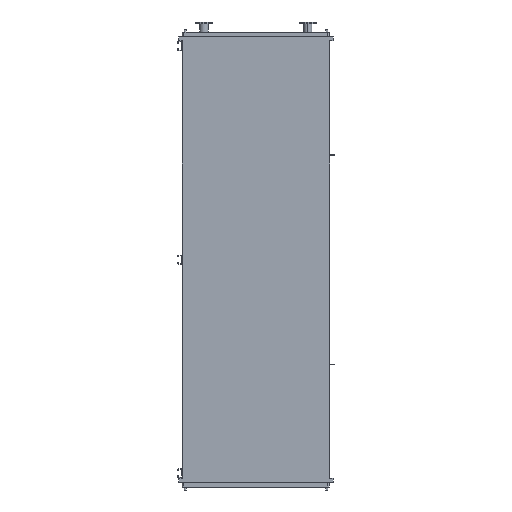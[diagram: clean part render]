
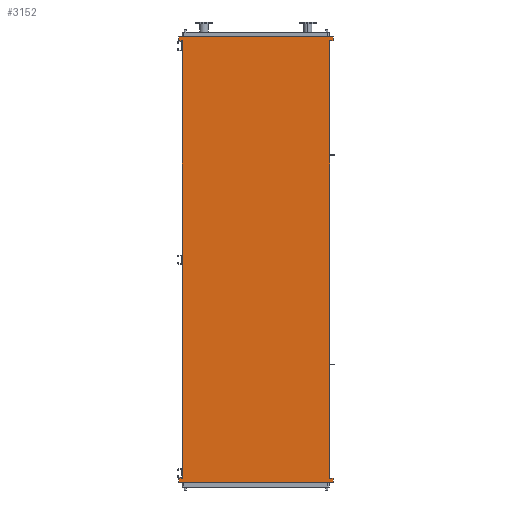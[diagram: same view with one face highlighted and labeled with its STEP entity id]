
A CAD part, front view. The second image highlights one B-rep face of the part: STEP entity #3152.
In plain terms, the highlighted planar face has unit normal (0, -1, 0).
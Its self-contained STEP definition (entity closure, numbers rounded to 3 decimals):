
#82 = CARTESIAN_POINT ( 'NONE',  ( 965., 0., 43. ) ) ;
#90 = LINE ( 'NONE', #3719, #1035 ) ;
#218 = CARTESIAN_POINT ( 'NONE',  ( -1011., 0., 95. ) ) ;
#293 = DIRECTION ( 'NONE',  ( 0., 0., 1. ) ) ;
#425 = LINE ( 'NONE', #8838, #8833 ) ;
#1035 = VECTOR ( 'NONE', #10745, 1000. ) ;
#1228 = CARTESIAN_POINT ( 'NONE',  ( -965., 0., -5650. ) ) ;
#1745 = VERTEX_POINT ( 'NONE', #2656 ) ;
#1824 = CARTESIAN_POINT ( 'NONE',  ( -965., 0., 43. ) ) ;
#1900 = ORIENTED_EDGE ( 'NONE', *, *, #2299, .F. ) ;
#1921 = LINE ( 'NONE', #6668, #4556 ) ;
#2091 = LINE ( 'NONE', #13924, #7295 ) ;
#2181 = VERTEX_POINT ( 'NONE', #8131 ) ;
#2293 = ORIENTED_EDGE ( 'NONE', *, *, #9847, .F. ) ;
#2299 = EDGE_CURVE ( 'NONE', #2181, #2315, #6635, .T. ) ;
#2315 = VERTEX_POINT ( 'NONE', #4592 ) ;
#2656 = CARTESIAN_POINT ( 'NONE',  ( -1011., 0., 95. ) ) ;
#2926 = EDGE_CURVE ( 'NONE', #12722, #6504, #14088, .T. ) ;
#3152 = ADVANCED_FACE ( 'NONE', ( #4648 ), #11760, .T. ) ;
#3229 = VERTEX_POINT ( 'NONE', #82 ) ;
#3275 = EDGE_CURVE ( 'NONE', #9057, #10907, #5749, .T. ) ;
#3517 = VECTOR ( 'NONE', #12885, 1000. ) ;
#3719 = CARTESIAN_POINT ( 'NONE',  ( 1011., 0., -5693. ) ) ;
#3935 = DIRECTION ( 'NONE',  ( 1., 0., 0. ) ) ;
#4176 = CARTESIAN_POINT ( 'NONE',  ( 965., 0., -5693. ) ) ;
#4498 = DIRECTION ( 'NONE',  ( 0., -1., 0. ) ) ;
#4512 = VECTOR ( 'NONE', #10863, 1000. ) ;
#4556 = VECTOR ( 'NONE', #11424, 1000. ) ;
#4592 = CARTESIAN_POINT ( 'NONE',  ( -1011., 0., -5745. ) ) ;
#4623 = LINE ( 'NONE', #5645, #3517 ) ;
#4648 = FACE_OUTER_BOUND ( 'NONE', #4906, .T. ) ;
#4778 = VERTEX_POINT ( 'NONE', #10456 ) ;
#4906 = EDGE_LOOP ( 'NONE', ( #7197, #14852, #5792, #10910, #8485, #8107, #8808, #2293, #12035, #1900, #9115, #6806 ) ) ;
#4916 = VERTEX_POINT ( 'NONE', #10997 ) ;
#5291 = EDGE_CURVE ( 'NONE', #10907, #1745, #6272, .T. ) ;
#5328 = EDGE_CURVE ( 'NONE', #1745, #12722, #13532, .T. ) ;
#5454 = CARTESIAN_POINT ( 'NONE',  ( 1011., 0., -5745. ) ) ;
#5645 = CARTESIAN_POINT ( 'NONE',  ( 965., 0., 43. ) ) ;
#5749 = LINE ( 'NONE', #6998, #8473 ) ;
#5792 = ORIENTED_EDGE ( 'NONE', *, *, #2926, .F. ) ;
#6272 = LINE ( 'NONE', #218, #14987 ) ;
#6277 = VECTOR ( 'NONE', #3935, 1000. ) ;
#6383 = CARTESIAN_POINT ( 'NONE',  ( -1011., 0., -5693. ) ) ;
#6442 = DIRECTION ( 'NONE',  ( 1., 0., 0. ) ) ;
#6504 = VERTEX_POINT ( 'NONE', #8368 ) ;
#6635 = LINE ( 'NONE', #5454, #12929 ) ;
#6668 = CARTESIAN_POINT ( 'NONE',  ( -965., 0., -5650. ) ) ;
#6806 = ORIENTED_EDGE ( 'NONE', *, *, #10256, .F. ) ;
#6998 = CARTESIAN_POINT ( 'NONE',  ( -1011., 0., 43. ) ) ;
#7197 = ORIENTED_EDGE ( 'NONE', *, *, #8357, .T. ) ;
#7295 = VECTOR ( 'NONE', #10506, 1000. ) ;
#7465 = CARTESIAN_POINT ( 'NONE',  ( 1011., 0., 95. ) ) ;
#7620 = LINE ( 'NONE', #4176, #10785 ) ;
#7660 = DIRECTION ( 'NONE',  ( 0., 0., 1. ) ) ;
#7945 = EDGE_CURVE ( 'NONE', #4778, #2181, #90, .T. ) ;
#8107 = ORIENTED_EDGE ( 'NONE', *, *, #3275, .F. ) ;
#8131 = CARTESIAN_POINT ( 'NONE',  ( 1011., 0., -5745. ) ) ;
#8169 = CARTESIAN_POINT ( 'NONE',  ( 1011., 0., 43. ) ) ;
#8294 = EDGE_CURVE ( 'NONE', #6504, #3229, #4623, .T. ) ;
#8357 = EDGE_CURVE ( 'NONE', #4916, #3229, #8525, .T. ) ;
#8368 = CARTESIAN_POINT ( 'NONE',  ( 1011., 0., 43. ) ) ;
#8473 = VECTOR ( 'NONE', #10512, 1000. ) ;
#8485 = ORIENTED_EDGE ( 'NONE', *, *, #5291, .F. ) ;
#8525 = LINE ( 'NONE', #14601, #4512 ) ;
#8808 = ORIENTED_EDGE ( 'NONE', *, *, #10393, .F. ) ;
#8833 = VECTOR ( 'NONE', #7660, 1000. ) ;
#8838 = CARTESIAN_POINT ( 'NONE',  ( -1011., 0., -5745. ) ) ;
#9057 = VERTEX_POINT ( 'NONE', #1824 ) ;
#9115 = ORIENTED_EDGE ( 'NONE', *, *, #7945, .F. ) ;
#9634 = VERTEX_POINT ( 'NONE', #6383 ) ;
#9847 = EDGE_CURVE ( 'NONE', #9634, #14573, #2091, .T. ) ;
#10218 = DIRECTION ( 'NONE',  ( -1., 0., 0. ) ) ;
#10256 = EDGE_CURVE ( 'NONE', #4916, #4778, #7620, .T. ) ;
#10393 = EDGE_CURVE ( 'NONE', #14573, #9057, #1921, .T. ) ;
#10456 = CARTESIAN_POINT ( 'NONE',  ( 1011., 0., -5693. ) ) ;
#10506 = DIRECTION ( 'NONE',  ( 1., 0., 0. ) ) ;
#10512 = DIRECTION ( 'NONE',  ( -1., 0., 0. ) ) ;
#10745 = DIRECTION ( 'NONE',  ( 0., 0., -1. ) ) ;
#10785 = VECTOR ( 'NONE', #6442, 1000. ) ;
#10863 = DIRECTION ( 'NONE',  ( 0., 0., 1. ) ) ;
#10907 = VERTEX_POINT ( 'NONE', #12909 ) ;
#10910 = ORIENTED_EDGE ( 'NONE', *, *, #5328, .F. ) ;
#10997 = CARTESIAN_POINT ( 'NONE',  ( 965., 0., -5693. ) ) ;
#11424 = DIRECTION ( 'NONE',  ( 0., 0., 1. ) ) ;
#11760 = PLANE ( 'NONE',  #14692 ) ;
#12035 = ORIENTED_EDGE ( 'NONE', *, *, #12093, .F. ) ;
#12093 = EDGE_CURVE ( 'NONE', #2315, #9634, #425, .T. ) ;
#12722 = VERTEX_POINT ( 'NONE', #7465 ) ;
#12885 = DIRECTION ( 'NONE',  ( -1., 0., 0. ) ) ;
#12909 = CARTESIAN_POINT ( 'NONE',  ( -1011., 0., 43. ) ) ;
#12912 = DIRECTION ( 'NONE',  ( 0., 0., -1. ) ) ;
#12929 = VECTOR ( 'NONE', #10218, 1000. ) ;
#12990 = DIRECTION ( 'NONE',  ( 0., 0., -1. ) ) ;
#13187 = VECTOR ( 'NONE', #12990, 1000. ) ;
#13532 = LINE ( 'NONE', #14618, #6277 ) ;
#13924 = CARTESIAN_POINT ( 'NONE',  ( -1011., 0., -5693. ) ) ;
#14088 = LINE ( 'NONE', #8169, #13187 ) ;
#14573 = VERTEX_POINT ( 'NONE', #15324 ) ;
#14601 = CARTESIAN_POINT ( 'NONE',  ( 965., 0., -5650. ) ) ;
#14618 = CARTESIAN_POINT ( 'NONE',  ( 1011., 0., 95. ) ) ;
#14692 = AXIS2_PLACEMENT_3D ( 'NONE', #1228, #4498, #12912 ) ;
#14852 = ORIENTED_EDGE ( 'NONE', *, *, #8294, .F. ) ;
#14987 = VECTOR ( 'NONE', #293, 1000. ) ;
#15324 = CARTESIAN_POINT ( 'NONE',  ( -965., 0., -5693. ) ) ;
